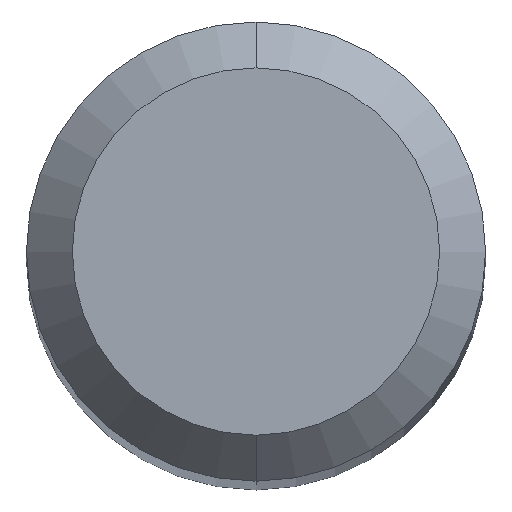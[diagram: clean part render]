
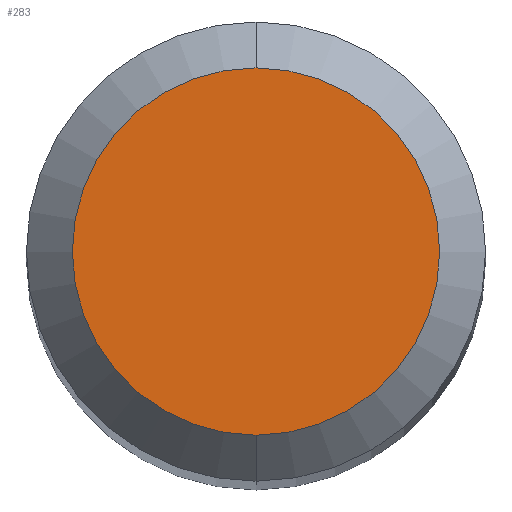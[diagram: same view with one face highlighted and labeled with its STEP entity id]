
A CAD part, top view. The second image highlights one B-rep face of the part: STEP entity #283.
In plain terms, the highlighted planar face has unit normal (0, 0, 1).
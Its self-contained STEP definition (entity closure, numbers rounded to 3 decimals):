
#283=ADVANCED_FACE('',(#604),#605,.T.);
#295=EDGE_CURVE('',#367,#453,#618,.T.);
#367=VERTEX_POINT('',#693);
#399=EDGE_CURVE('',#453,#367,#730,.T.);
#453=VERTEX_POINT('',#790);
#604=FACE_OUTER_BOUND('',#1063,.T.);
#605=PLANE('',#1064);
#618=CIRCLE('',#1084,1.2);
#693=CARTESIAN_POINT('',(0.0,1.2,0.0));
#730=CIRCLE('',#1302,1.2);
#790=CARTESIAN_POINT('',(0.,-1.2,0.0));
#1063=EDGE_LOOP('',(#1596,#1597));
#1064=AXIS2_PLACEMENT_3D('',#1598,#1599,#1600);
#1084=AXIS2_PLACEMENT_3D('',#1619,#1620,#1621);
#1302=AXIS2_PLACEMENT_3D('',#1738,#1739,#1740);
#1596=ORIENTED_EDGE('',*,*,#295,.F.);
#1597=ORIENTED_EDGE('',*,*,#399,.F.);
#1598=CARTESIAN_POINT('',(0.0,0.6,0.0));
#1599=DIRECTION('',(-0.0,0.0,1.0));
#1600=DIRECTION('',(0.0,-1.0,0.0));
#1619=CARTESIAN_POINT('',(0.0,0.0,0.0));
#1620=DIRECTION('',(0.0,0.0,-1.0));
#1621=DIRECTION('',(0.0,1.0,0.0));
#1738=CARTESIAN_POINT('',(0.0,0.0,0.0));
#1739=DIRECTION('',(0.0,0.0,-1.0));
#1740=DIRECTION('',(0.0,1.0,0.0));
